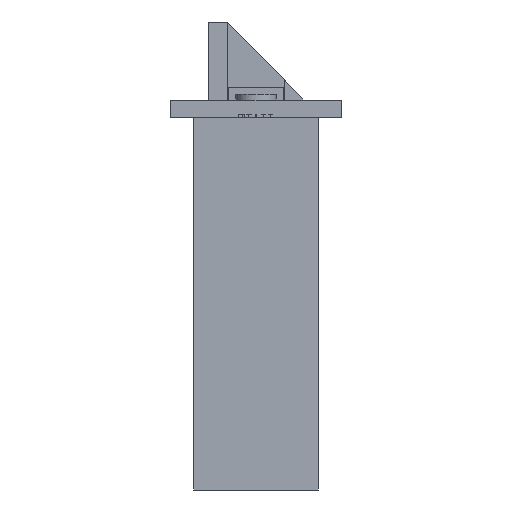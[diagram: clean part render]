
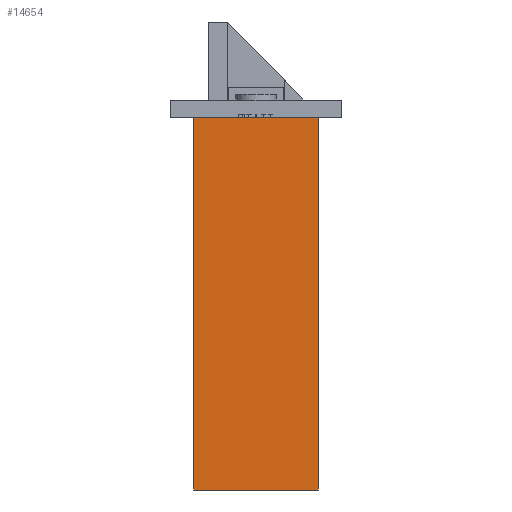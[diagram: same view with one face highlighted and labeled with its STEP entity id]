
A CAD part, front view. The second image highlights one B-rep face of the part: STEP entity #14654.
In plain terms, the highlighted planar face has unit normal (0, -1, 0).
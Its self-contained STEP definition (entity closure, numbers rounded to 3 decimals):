
#893 = EDGE_CURVE ( 'NONE', #17803, #16288, #8106, .T. ) ;
#1773 = PLANE ( 'NONE',  #16615 ) ;
#2636 = DIRECTION ( 'NONE',  ( -1., 0., 0. ) ) ;
#3202 = CARTESIAN_POINT ( 'NONE',  ( -8.75, 27.9, -52.5 ) ) ;
#3557 = DIRECTION ( 'NONE',  ( 0., 1., 0. ) ) ;
#3629 = CARTESIAN_POINT ( 'NONE',  ( -8.75, 27.9, -52.5 ) ) ;
#3857 = DIRECTION ( 'NONE',  ( -1., 0., 0. ) ) ;
#4065 = VECTOR ( 'NONE', #18970, 1000. ) ;
#4348 = CARTESIAN_POINT ( 'NONE',  ( 8.75, 27.9, 0. ) ) ;
#4833 = LINE ( 'NONE', #14936, #12566 ) ;
#5329 = CARTESIAN_POINT ( 'NONE',  ( -8.75, 27.9, -52.5 ) ) ;
#5433 = LINE ( 'NONE', #5329, #4065 ) ;
#5547 = VECTOR ( 'NONE', #2636, 1000. ) ;
#5953 = VERTEX_POINT ( 'NONE', #3202 ) ;
#6935 = ORIENTED_EDGE ( 'NONE', *, *, #17912, .F. ) ;
#7213 = EDGE_LOOP ( 'NONE', ( #19405, #7411, #6935, #15587 ) ) ;
#7411 = ORIENTED_EDGE ( 'NONE', *, *, #20328, .F. ) ;
#8106 = LINE ( 'NONE', #15080, #5547 ) ;
#8540 = FACE_OUTER_BOUND ( 'NONE', #7213, .T. ) ;
#9907 = LINE ( 'NONE', #15861, #18826 ) ;
#10033 = DIRECTION ( 'NONE',  ( 0., 0., 1. ) ) ;
#12566 = VECTOR ( 'NONE', #10033, 1000. ) ;
#14654 = ADVANCED_FACE ( 'NONE', ( #8540 ), #1773, .F. ) ;
#14663 = CARTESIAN_POINT ( 'NONE',  ( -8.75, 27.9, 0. ) ) ;
#14936 = CARTESIAN_POINT ( 'NONE',  ( -8.75, 27.9, -52.5 ) ) ;
#15080 = CARTESIAN_POINT ( 'NONE',  ( -8.75, 27.9, 0. ) ) ;
#15587 = ORIENTED_EDGE ( 'NONE', *, *, #18335, .T. ) ;
#15861 = CARTESIAN_POINT ( 'NONE',  ( 8.75, 27.9, -52.5 ) ) ;
#16288 = VERTEX_POINT ( 'NONE', #14663 ) ;
#16364 = VERTEX_POINT ( 'NONE', #21938 ) ;
#16615 = AXIS2_PLACEMENT_3D ( 'NONE', #3629, #3557, #3857 ) ;
#17803 = VERTEX_POINT ( 'NONE', #4348 ) ;
#17912 = EDGE_CURVE ( 'NONE', #16364, #5953, #5433, .T. ) ;
#18335 = EDGE_CURVE ( 'NONE', #16364, #17803, #9907, .T. ) ;
#18826 = VECTOR ( 'NONE', #19469, 1000. ) ;
#18970 = DIRECTION ( 'NONE',  ( -1., 0., 0. ) ) ;
#19405 = ORIENTED_EDGE ( 'NONE', *, *, #893, .T. ) ;
#19469 = DIRECTION ( 'NONE',  ( 0., 0., 1. ) ) ;
#20328 = EDGE_CURVE ( 'NONE', #5953, #16288, #4833, .T. ) ;
#21938 = CARTESIAN_POINT ( 'NONE',  ( 8.75, 27.9, -52.5 ) ) ;
